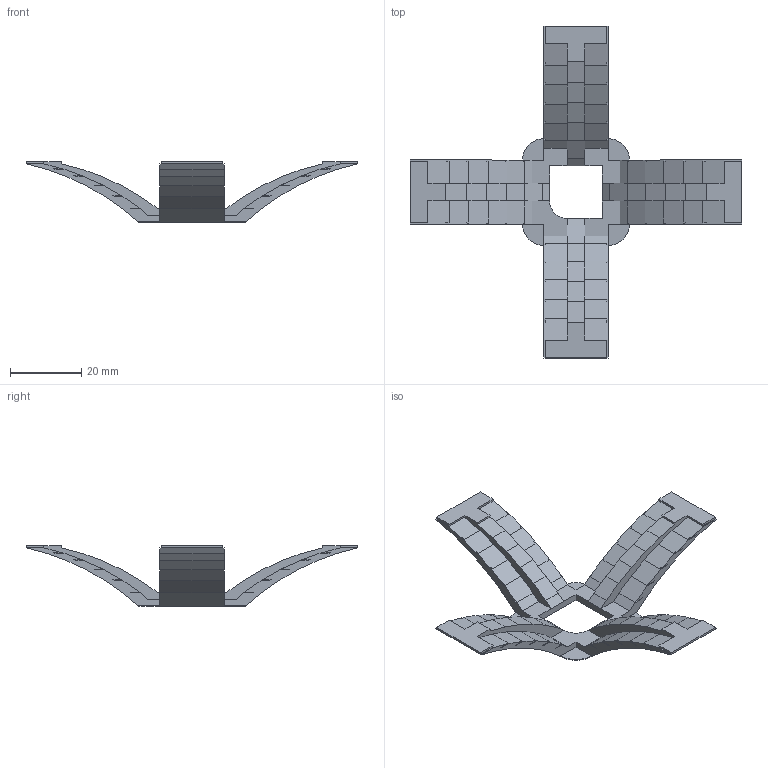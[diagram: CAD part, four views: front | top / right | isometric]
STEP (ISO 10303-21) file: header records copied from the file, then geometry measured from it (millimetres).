
FILE_DESCRIPTION(/* description */ (''),/* implementation_level */ '2;1');
FILE_NAME(/* name */ 'bear_overhang_small_50-75.step',/* time_stamp */ '2020-03-10T10:47:06+01:00',/* author */ (''),/* organization */ (''),/* preprocessor_version */ 'ST-DEVELOPER v18',/* originating_system */ 'Autodesk Translation Framework v8.12.0.6',/* authorisation */ '');
FILE_SCHEMA (('AUTOMOTIVE_DESIGN { 1 0 10303 214 3 1 1 }'));
Length unit declared in the file: millimetre
Products named in the file (1): bear_overhang_small_50-75
Bounding box: 93.24 x 93.24 x 17 mm (x, y, z)
Volume: 8167.1 mm3; surface area: 8017.4 mm2
Topology: 1 solids, 1 shells, 326 faces, 901 edges, 576 vertices
Faces by surface type: plane 321, cylinder 5
Entity records: 10120 total; most frequent: CARTESIAN_POINT 1804, ORIENTED_EDGE 1802, DIRECTION 1565, EDGE_CURVE 901, LINE 891, VECTOR 891, VERTEX_POINT 576, AXIS2_PLACEMENT_3D 337
